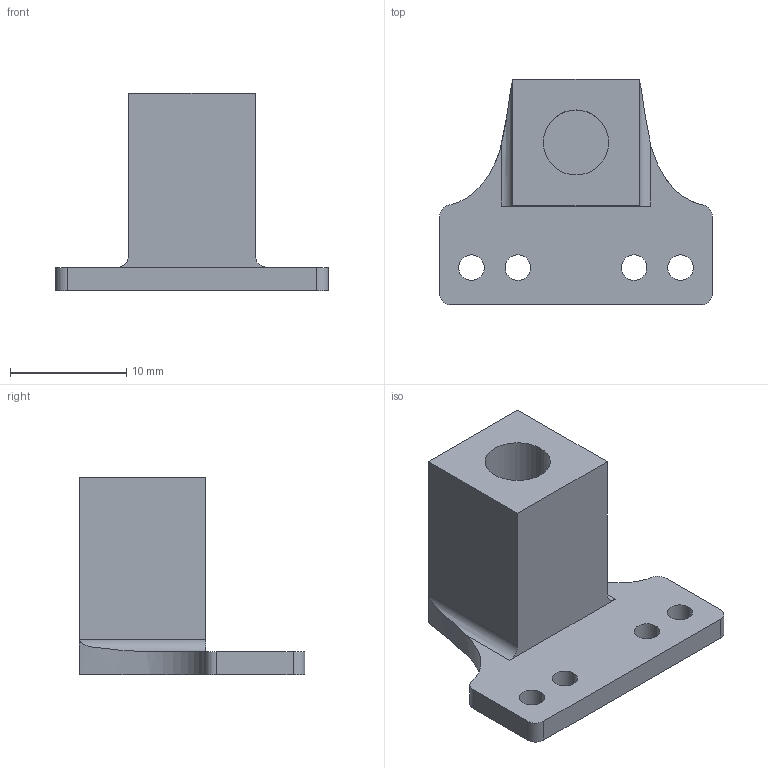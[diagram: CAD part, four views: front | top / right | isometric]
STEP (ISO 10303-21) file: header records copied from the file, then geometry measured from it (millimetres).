
FILE_DESCRIPTION (( 'STEP AP214' ), '1' );
FILE_NAME ('Mini z AWD ball bracket front.STEP', '2022-06-02T10:35:37', ( '' ), ( '' ), 'SwSTEP 2.0', 'SolidWorks 2020', '' );
FILE_SCHEMA (( 'AUTOMOTIVE_DESIGN' ));
Length unit declared in the file: millimetre
Products named in the file (1): Mini z AWD ball bracket front
Bounding box: 23.5 x 19.4 x 17 mm (x, y, z)
Volume: 2241 mm3; surface area: 1674.8 mm2
Topology: 1 solids, 1 shells, 29 faces, 76 edges, 50 vertices
Faces by surface type: cylinder 16, plane 11, bspline 2
Entity records: 1000 total; most frequent: CARTESIAN_POINT 220, DIRECTION 156, ORIENTED_EDGE 152, EDGE_CURVE 76, AXIS2_PLACEMENT_3D 58, VERTEX_POINT 50, LINE 40, VECTOR 40
